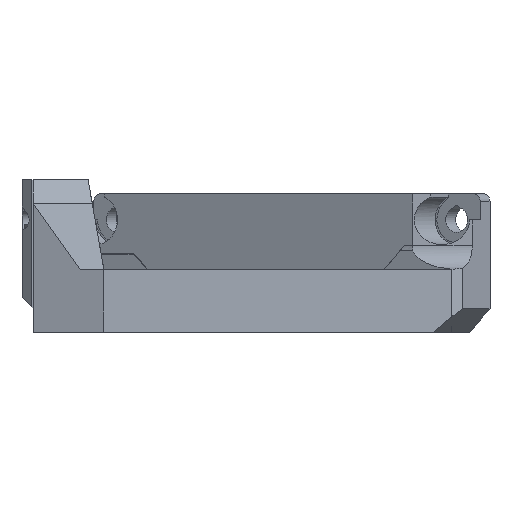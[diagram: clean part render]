
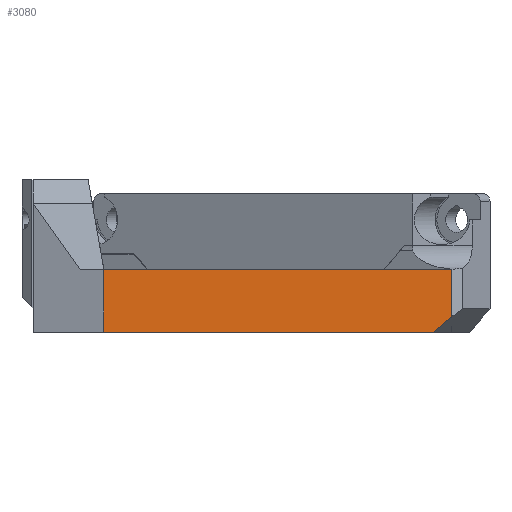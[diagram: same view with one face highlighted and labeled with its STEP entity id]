
A CAD part, front view. The second image highlights one B-rep face of the part: STEP entity #3080.
In plain terms, the highlighted planar face has unit normal (0, -1, 0).
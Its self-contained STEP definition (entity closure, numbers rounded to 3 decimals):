
#100 = PLANE('',#101);
#101 = AXIS2_PLACEMENT_3D('',#102,#103,#104);
#102 = CARTESIAN_POINT('',(14.967,11.688,0.));
#103 = DIRECTION('',(-0.,-0.,-1.));
#104 = DIRECTION('',(-1.,0.,0.));
#128 = PLANE('',#129);
#129 = AXIS2_PLACEMENT_3D('',#130,#131,#132);
#130 = CARTESIAN_POINT('',(0.,0.,8.));
#131 = DIRECTION('',(-0.316,-0.949,0.));
#132 = DIRECTION('',(-0.949,0.316,0.));
#838 = PLANE('',#839);
#839 = AXIS2_PLACEMENT_3D('',#840,#841,#842);
#840 = CARTESIAN_POINT('',(44.24,0.,0.));
#841 = DIRECTION('',(1.,0.,0.));
#842 = DIRECTION('',(0.,0.,1.));
#851 = VERTEX_POINT('',#852);
#852 = CARTESIAN_POINT('',(41.936,0.,0.));
#866 = PLANE('',#867);
#867 = AXIS2_PLACEMENT_3D('',#868,#869,#870);
#868 = CARTESIAN_POINT('',(41.788,-4.256,2.));
#869 = DIRECTION('',(-0.612,0.354,0.707));
#870 = DIRECTION('',(0.5,0.866,0.));
#878 = EDGE_CURVE('',#879,#851,#881,.T.);
#879 = VERTEX_POINT('',#880);
#880 = CARTESIAN_POINT('',(0.,0.,0.));
#881 = SURFACE_CURVE('',#882,(#886,#893),.PCURVE_S1.);
#882 = LINE('',#883,#884);
#883 = CARTESIAN_POINT('',(0.,0.,0.));
#884 = VECTOR('',#885,1.);
#885 = DIRECTION('',(1.,0.,0.));
#886 = PCURVE('',#100,#887);
#887 = DEFINITIONAL_REPRESENTATION('',(#888),#892);
#888 = LINE('',#889,#890);
#889 = CARTESIAN_POINT('',(14.967,-11.688));
#890 = VECTOR('',#891,1.);
#891 = DIRECTION('',(-1.,0.));
#892 = ( GEOMETRIC_REPRESENTATION_CONTEXT(2) 
PARAMETRIC_REPRESENTATION_CONTEXT() REPRESENTATION_CONTEXT('2D SPACE',''
  ) );
#893 = PCURVE('',#894,#899);
#894 = PLANE('',#895);
#895 = AXIS2_PLACEMENT_3D('',#896,#897,#898);
#896 = CARTESIAN_POINT('',(0.,0.,0.));
#897 = DIRECTION('',(0.,1.,0.));
#898 = DIRECTION('',(0.,0.,1.));
#899 = DEFINITIONAL_REPRESENTATION('',(#900),#904);
#900 = LINE('',#901,#902);
#901 = CARTESIAN_POINT('',(0.,0.));
#902 = VECTOR('',#903,1.);
#903 = DIRECTION('',(0.,1.));
#904 = ( GEOMETRIC_REPRESENTATION_CONTEXT(2) 
PARAMETRIC_REPRESENTATION_CONTEXT() REPRESENTATION_CONTEXT('2D SPACE',''
  ) );
#1690 = EDGE_CURVE('',#879,#1691,#1693,.T.);
#1691 = VERTEX_POINT('',#1692);
#1692 = CARTESIAN_POINT('',(0.,0.,8.));
#1693 = SURFACE_CURVE('',#1694,(#1698,#1705),.PCURVE_S1.);
#1694 = LINE('',#1695,#1696);
#1695 = CARTESIAN_POINT('',(0.,0.,0.));
#1696 = VECTOR('',#1697,1.);
#1697 = DIRECTION('',(0.,0.,1.));
#1698 = PCURVE('',#128,#1699);
#1699 = DEFINITIONAL_REPRESENTATION('',(#1700),#1704);
#1700 = LINE('',#1701,#1702);
#1701 = CARTESIAN_POINT('',(0.,8.));
#1702 = VECTOR('',#1703,1.);
#1703 = DIRECTION('',(0.,-1.));
#1704 = ( GEOMETRIC_REPRESENTATION_CONTEXT(2) 
PARAMETRIC_REPRESENTATION_CONTEXT() REPRESENTATION_CONTEXT('2D SPACE',''
  ) );
#1705 = PCURVE('',#894,#1706);
#1706 = DEFINITIONAL_REPRESENTATION('',(#1707),#1711);
#1707 = LINE('',#1708,#1709);
#1708 = CARTESIAN_POINT('',(0.,0.));
#1709 = VECTOR('',#1710,1.);
#1710 = DIRECTION('',(1.,0.));
#1711 = ( GEOMETRIC_REPRESENTATION_CONTEXT(2) 
PARAMETRIC_REPRESENTATION_CONTEXT() REPRESENTATION_CONTEXT('2D SPACE',''
  ) );
#1727 = PLANE('',#1728);
#1728 = AXIS2_PLACEMENT_3D('',#1729,#1730,#1731);
#1729 = CARTESIAN_POINT('',(19.873,2.583,8.));
#1730 = DIRECTION('',(0.,0.,1.));
#1731 = DIRECTION('',(1.,0.,0.));
#2944 = EDGE_CURVE('',#2945,#2947,#2949,.T.);
#2945 = VERTEX_POINT('',#2946);
#2946 = CARTESIAN_POINT('',(44.24,0.,1.996));
#2947 = VERTEX_POINT('',#2948);
#2948 = CARTESIAN_POINT('',(44.24,0.,8.));
#2949 = SURFACE_CURVE('',#2950,(#2954,#2961),.PCURVE_S1.);
#2950 = LINE('',#2951,#2952);
#2951 = CARTESIAN_POINT('',(44.24,0.,0.));
#2952 = VECTOR('',#2953,1.);
#2953 = DIRECTION('',(0.,0.,1.));
#2954 = PCURVE('',#838,#2955);
#2955 = DEFINITIONAL_REPRESENTATION('',(#2956),#2960);
#2956 = LINE('',#2957,#2958);
#2957 = CARTESIAN_POINT('',(0.,0.));
#2958 = VECTOR('',#2959,1.);
#2959 = DIRECTION('',(1.,0.));
#2960 = ( GEOMETRIC_REPRESENTATION_CONTEXT(2) 
PARAMETRIC_REPRESENTATION_CONTEXT() REPRESENTATION_CONTEXT('2D SPACE',''
  ) );
#2961 = PCURVE('',#894,#2962);
#2962 = DEFINITIONAL_REPRESENTATION('',(#2963),#2967);
#2963 = LINE('',#2964,#2965);
#2964 = CARTESIAN_POINT('',(0.,44.24));
#2965 = VECTOR('',#2966,1.);
#2966 = DIRECTION('',(1.,0.));
#2967 = ( GEOMETRIC_REPRESENTATION_CONTEXT(2) 
PARAMETRIC_REPRESENTATION_CONTEXT() REPRESENTATION_CONTEXT('2D SPACE',''
  ) );
#3061 = EDGE_CURVE('',#851,#2945,#3062,.T.);
#3062 = SURFACE_CURVE('',#3063,(#3067,#3073),.PCURVE_S1.);
#3063 = LINE('',#3064,#3065);
#3064 = CARTESIAN_POINT('',(30.407,0.,-9.984));
#3065 = VECTOR('',#3066,1.);
#3066 = DIRECTION('',(0.756,0.,0.655));
#3067 = PCURVE('',#866,#3068);
#3068 = DEFINITIONAL_REPRESENTATION('',(#3069),#3072);
#3069 = B_SPLINE_CURVE_WITH_KNOTS('',1,(#3070,#3071),.UNSPECIFIED.,.F.,
  .F.,(2,2),(14.64,21.972),.PIECEWISE_BEZIER_KNOTS.);
#3070 = CARTESIAN_POINT('',(3.528,3.394));
#3071 = CARTESIAN_POINT('',(6.299,-3.394));
#3072 = ( GEOMETRIC_REPRESENTATION_CONTEXT(2) 
PARAMETRIC_REPRESENTATION_CONTEXT() REPRESENTATION_CONTEXT('2D SPACE',''
  ) );
#3073 = PCURVE('',#894,#3074);
#3074 = DEFINITIONAL_REPRESENTATION('',(#3075),#3078);
#3075 = B_SPLINE_CURVE_WITH_KNOTS('',1,(#3076,#3077),.UNSPECIFIED.,.F.,
  .F.,(2,2),(14.64,21.972),.PIECEWISE_BEZIER_KNOTS.);
#3076 = CARTESIAN_POINT('',(-0.4,41.474));
#3077 = CARTESIAN_POINT('',(4.4,47.016));
#3078 = ( GEOMETRIC_REPRESENTATION_CONTEXT(2) 
PARAMETRIC_REPRESENTATION_CONTEXT() REPRESENTATION_CONTEXT('2D SPACE',''
  ) );
#3080 = ADVANCED_FACE('',(#3081),#894,.F.);
#3081 = FACE_BOUND('',#3082,.F.);
#3082 = EDGE_LOOP('',(#3083,#3084,#3085,#3106,#3107));
#3083 = ORIENTED_EDGE('',*,*,#878,.F.);
#3084 = ORIENTED_EDGE('',*,*,#1690,.T.);
#3085 = ORIENTED_EDGE('',*,*,#3086,.T.);
#3086 = EDGE_CURVE('',#1691,#2947,#3087,.T.);
#3087 = SURFACE_CURVE('',#3088,(#3092,#3099),.PCURVE_S1.);
#3088 = LINE('',#3089,#3090);
#3089 = CARTESIAN_POINT('',(0.,0.,8.));
#3090 = VECTOR('',#3091,1.);
#3091 = DIRECTION('',(1.,0.,0.));
#3092 = PCURVE('',#894,#3093);
#3093 = DEFINITIONAL_REPRESENTATION('',(#3094),#3098);
#3094 = LINE('',#3095,#3096);
#3095 = CARTESIAN_POINT('',(8.,0.));
#3096 = VECTOR('',#3097,1.);
#3097 = DIRECTION('',(0.,1.));
#3098 = ( GEOMETRIC_REPRESENTATION_CONTEXT(2) 
PARAMETRIC_REPRESENTATION_CONTEXT() REPRESENTATION_CONTEXT('2D SPACE',''
  ) );
#3099 = PCURVE('',#1727,#3100);
#3100 = DEFINITIONAL_REPRESENTATION('',(#3101),#3105);
#3101 = LINE('',#3102,#3103);
#3102 = CARTESIAN_POINT('',(-19.873,-2.583));
#3103 = VECTOR('',#3104,1.);
#3104 = DIRECTION('',(1.,0.));
#3105 = ( GEOMETRIC_REPRESENTATION_CONTEXT(2) 
PARAMETRIC_REPRESENTATION_CONTEXT() REPRESENTATION_CONTEXT('2D SPACE',''
  ) );
#3106 = ORIENTED_EDGE('',*,*,#2944,.F.);
#3107 = ORIENTED_EDGE('',*,*,#3061,.F.);
